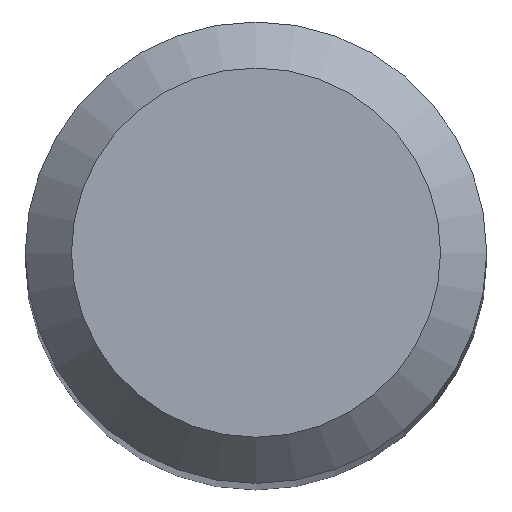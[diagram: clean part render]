
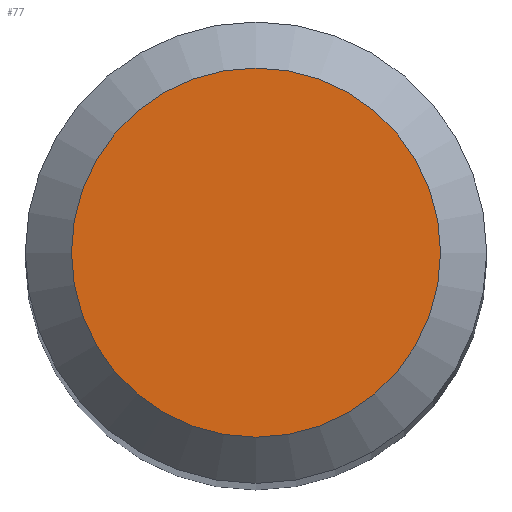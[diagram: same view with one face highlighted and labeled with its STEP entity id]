
A CAD part, top view. The second image highlights one B-rep face of the part: STEP entity #77.
In plain terms, the highlighted planar face has unit normal (0, 0, 1).
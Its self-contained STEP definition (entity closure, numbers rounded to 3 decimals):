
#20 = AXIS2_PLACEMENT_3D ( 'NONE', #258, #168, #171 ) ;
#27 = PLANE ( 'NONE',  #20 ) ;
#62 = FACE_OUTER_BOUND ( 'NONE', #193, .T. ) ;
#77 = ADVANCED_FACE ( 'NONE', ( #62 ), #27, .F. ) ;
#108 = ORIENTED_EDGE ( 'NONE', *, *, #278, .F. ) ;
#129 = DIRECTION ( 'NONE',  ( 0., 1., 0. ) ) ;
#168 = DIRECTION ( 'NONE',  ( 0., 0., -1. ) ) ;
#171 = DIRECTION ( 'NONE',  ( 0., 1., 0. ) ) ;
#180 = CARTESIAN_POINT ( 'NONE',  ( 0., 0., 38. ) ) ;
#182 = DIRECTION ( 'NONE',  ( 0., 0., -1. ) ) ;
#193 = EDGE_LOOP ( 'NONE', ( #108 ) ) ;
#214 = CIRCLE ( 'NONE', #256, 1.2 ) ;
#246 = VERTEX_POINT ( 'NONE', #266 ) ;
#256 = AXIS2_PLACEMENT_3D ( 'NONE', #180, #182, #129 ) ;
#258 = CARTESIAN_POINT ( 'NONE',  ( 0., 0., 38. ) ) ;
#266 = CARTESIAN_POINT ( 'NONE',  ( 0., 1.2, 38. ) ) ;
#278 = EDGE_CURVE ( 'NONE', #246, #246, #214, .T. ) ;
